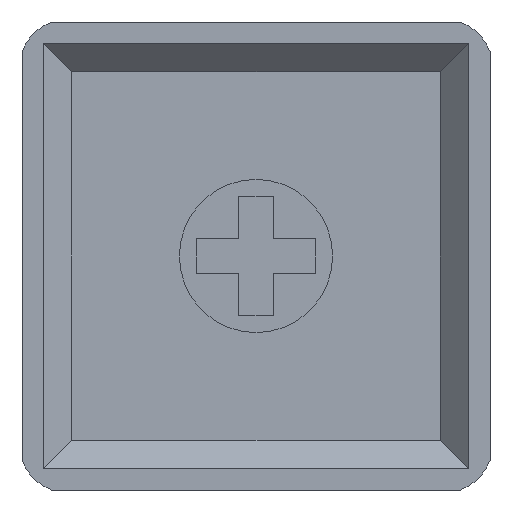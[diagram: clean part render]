
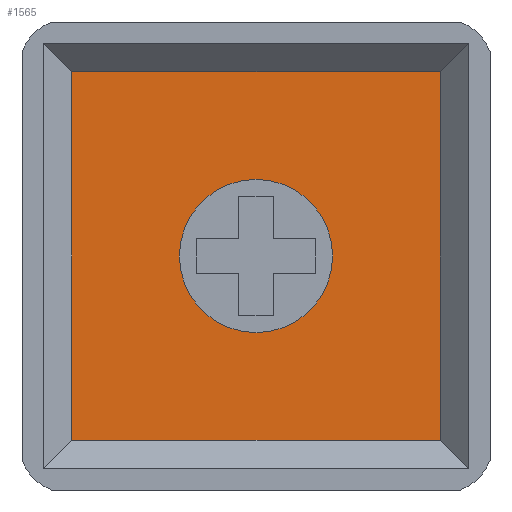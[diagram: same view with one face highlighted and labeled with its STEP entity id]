
A CAD part, front view. The second image highlights one B-rep face of the part: STEP entity #1565.
In plain terms, the highlighted planar face has unit normal (0, -1, 0).
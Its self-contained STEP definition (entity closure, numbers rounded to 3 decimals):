
#22=FACE_BOUND('',#516,.T.);
#49=CIRCLE('',#1632,2.7);
#64=PLANE('',#1631);
#148=LINE('',#4074,#256);
#149=LINE('',#4077,#257);
#151=LINE('',#4081,#259);
#152=LINE('',#4082,#260);
#256=VECTOR('',#1806,10.);
#257=VECTOR('',#1809,10.);
#259=VECTOR('',#1813,10.);
#260=VECTOR('',#1814,10.);
#417=FACE_OUTER_BOUND('',#515,.T.);
#515=EDGE_LOOP('',(#1389,#1390,#1391,#1392));
#516=EDGE_LOOP('',(#1393));
#761=VERTEX_POINT('',#4070);
#762=VERTEX_POINT('',#4072);
#763=VERTEX_POINT('',#4076);
#764=VERTEX_POINT('',#4080);
#765=VERTEX_POINT('',#4083);
#978=EDGE_CURVE('',#762,#761,#148,.T.);
#979=EDGE_CURVE('',#761,#763,#149,.T.);
#981=EDGE_CURVE('',#764,#762,#151,.T.);
#982=EDGE_CURVE('',#763,#764,#152,.T.);
#983=EDGE_CURVE('',#765,#765,#49,.T.);
#1389=ORIENTED_EDGE('',*,*,#978,.F.);
#1390=ORIENTED_EDGE('',*,*,#981,.F.);
#1391=ORIENTED_EDGE('',*,*,#982,.F.);
#1392=ORIENTED_EDGE('',*,*,#979,.F.);
#1393=ORIENTED_EDGE('',*,*,#983,.F.);
#1565=ADVANCED_FACE('',(#417,#22),#64,.F.);
#1631=AXIS2_PLACEMENT_3D('',#4079,#1811,#1812);
#1632=AXIS2_PLACEMENT_3D('',#4084,#1815,#1816);
#1806=DIRECTION('',(1.,0.,0.));
#1809=DIRECTION('',(0.,0.,-1.));
#1811=DIRECTION('center_axis',(0.,1.,0.));
#1812=DIRECTION('ref_axis',(-1.,0.,0.));
#1813=DIRECTION('',(0.,0.,1.));
#1814=DIRECTION('',(-1.,0.,0.));
#1815=DIRECTION('center_axis',(0.,-1.,0.));
#1816=DIRECTION('ref_axis',(1.,0.,0.));
#4070=CARTESIAN_POINT('',(6.5,2.3,6.5));
#4072=CARTESIAN_POINT('',(-6.5,2.3,6.5));
#4074=CARTESIAN_POINT('',(-3.75,2.3,6.5));
#4076=CARTESIAN_POINT('',(6.5,2.3,-6.5));
#4077=CARTESIAN_POINT('',(6.5,2.3,3.75));
#4079=CARTESIAN_POINT('Origin',(0.,2.3,0.));
#4080=CARTESIAN_POINT('',(-6.5,2.3,-6.5));
#4081=CARTESIAN_POINT('',(-6.5,2.3,-3.75));
#4082=CARTESIAN_POINT('',(3.75,2.3,-6.5));
#4083=CARTESIAN_POINT('',(-2.7,2.3,0.));
#4084=CARTESIAN_POINT('Origin',(0.,2.3,0.));
